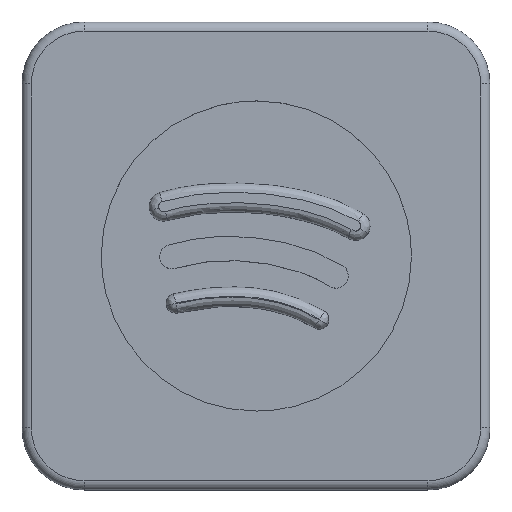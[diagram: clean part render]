
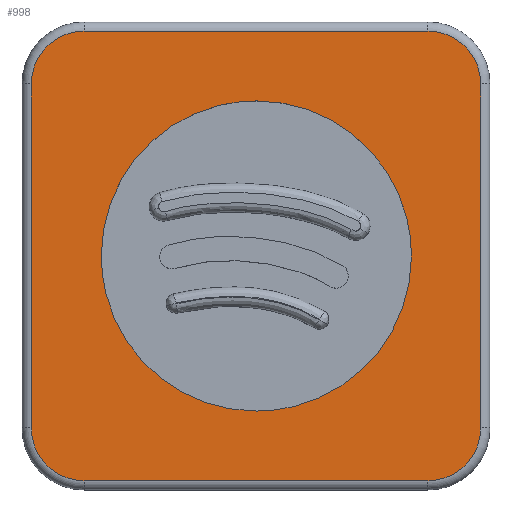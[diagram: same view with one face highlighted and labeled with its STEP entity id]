
A CAD part, top view. The second image highlights one B-rep face of the part: STEP entity #998.
In plain terms, the highlighted planar face has unit normal (0, 0, 1).
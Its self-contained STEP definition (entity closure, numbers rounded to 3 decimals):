
#15=FACE_BOUND('',#248,.T.);
#29=(
BOUNDED_CURVE()
B_SPLINE_CURVE(3,(#2761,#2762,#2763,#2764),.UNSPECIFIED.,.F.,.F.)
B_SPLINE_CURVE_WITH_KNOTS((4,4),(-1.,0.),.UNSPECIFIED.)
CURVE()
GEOMETRIC_REPRESENTATION_ITEM()
RATIONAL_B_SPLINE_CURVE((1.,1.,1.,1.))
REPRESENTATION_ITEM('')
);
#30=(
BOUNDED_CURVE()
B_SPLINE_CURVE(3,(#2766,#2767,#2768,#2769),.UNSPECIFIED.,.F.,.F.)
B_SPLINE_CURVE_WITH_KNOTS((4,4),(-1.,0.),.UNSPECIFIED.)
CURVE()
GEOMETRIC_REPRESENTATION_ITEM()
RATIONAL_B_SPLINE_CURVE((1.,1.,1.,1.))
REPRESENTATION_ITEM('')
);
#31=(
BOUNDED_CURVE()
B_SPLINE_CURVE(3,(#2771,#2772,#2773,#2774),.UNSPECIFIED.,.F.,.F.)
B_SPLINE_CURVE_WITH_KNOTS((4,4),(-1.,0.),.UNSPECIFIED.)
CURVE()
GEOMETRIC_REPRESENTATION_ITEM()
RATIONAL_B_SPLINE_CURVE((1.,1.,1.,1.))
REPRESENTATION_ITEM('')
);
#32=(
BOUNDED_CURVE()
B_SPLINE_CURVE(3,(#2775,#2776,#2777,#2778),.UNSPECIFIED.,.F.,.F.)
B_SPLINE_CURVE_WITH_KNOTS((4,4),(-1.,0.),.UNSPECIFIED.)
CURVE()
GEOMETRIC_REPRESENTATION_ITEM()
RATIONAL_B_SPLINE_CURVE((1.,1.,1.,1.))
REPRESENTATION_ITEM('')
);
#134=PLANE('',#1094);
#182=FACE_OUTER_BOUND('',#247,.T.);
#247=EDGE_LOOP('',(#838,#839,#840,#841,#842,#843,#844,#845));
#248=EDGE_LOOP('',(#846,#847,#848,#849));
#296=CIRCLE('',#1075,1.7);
#300=CIRCLE('',#1081,1.7);
#304=CIRCLE('',#1087,1.7);
#306=CIRCLE('',#1091,1.7);
#339=LINE('',#2719,#394);
#340=LINE('',#2728,#395);
#342=LINE('',#2740,#397);
#344=LINE('',#2751,#399);
#394=VECTOR('',#1211,10.);
#395=VECTOR('',#1224,10.);
#397=VECTOR('',#1238,10.);
#399=VECTOR('',#1252,10.);
#471=VERTEX_POINT('',#2716);
#472=VERTEX_POINT('',#2718);
#473=VERTEX_POINT('',#2722);
#474=VERTEX_POINT('',#2726);
#475=VERTEX_POINT('',#2730);
#477=VERTEX_POINT('',#2736);
#479=VERTEX_POINT('',#2742);
#481=VERTEX_POINT('',#2748);
#482=VERTEX_POINT('',#2759);
#483=VERTEX_POINT('',#2760);
#484=VERTEX_POINT('',#2765);
#485=VERTEX_POINT('',#2770);
#592=EDGE_CURVE('',#471,#472,#339,.T.);
#595=EDGE_CURVE('',#472,#473,#296,.T.);
#597=EDGE_CURVE('',#473,#474,#340,.T.);
#600=EDGE_CURVE('',#474,#475,#300,.T.);
#603=EDGE_CURVE('',#475,#477,#342,.T.);
#606=EDGE_CURVE('',#477,#479,#304,.T.);
#609=EDGE_CURVE('',#479,#481,#344,.T.);
#610=EDGE_CURVE('',#481,#471,#306,.T.);
#613=EDGE_CURVE('',#482,#483,#29,.T.);
#614=EDGE_CURVE('',#483,#484,#30,.T.);
#615=EDGE_CURVE('',#484,#485,#31,.T.);
#616=EDGE_CURVE('',#485,#482,#32,.T.);
#838=ORIENTED_EDGE('',*,*,#592,.F.);
#839=ORIENTED_EDGE('',*,*,#610,.F.);
#840=ORIENTED_EDGE('',*,*,#609,.F.);
#841=ORIENTED_EDGE('',*,*,#606,.F.);
#842=ORIENTED_EDGE('',*,*,#603,.F.);
#843=ORIENTED_EDGE('',*,*,#600,.F.);
#844=ORIENTED_EDGE('',*,*,#597,.F.);
#845=ORIENTED_EDGE('',*,*,#595,.F.);
#846=ORIENTED_EDGE('',*,*,#613,.T.);
#847=ORIENTED_EDGE('',*,*,#614,.T.);
#848=ORIENTED_EDGE('',*,*,#615,.T.);
#849=ORIENTED_EDGE('',*,*,#616,.T.);
#998=ADVANCED_FACE('',(#182,#15),#134,.T.);
#1075=AXIS2_PLACEMENT_3D('',#2724,#1218,#1219);
#1081=AXIS2_PLACEMENT_3D('',#2734,#1231,#1232);
#1087=AXIS2_PLACEMENT_3D('',#2746,#1245,#1246);
#1091=AXIS2_PLACEMENT_3D('',#2753,#1255,#1256);
#1094=AXIS2_PLACEMENT_3D('',#2758,#1263,#1264);
#1211=DIRECTION('',(1.,0.,0.));
#1218=DIRECTION('center_axis',(0.,0.,-1.));
#1219=DIRECTION('ref_axis',(0.707,0.707,0.));
#1224=DIRECTION('',(0.,-1.,0.));
#1231=DIRECTION('center_axis',(0.,0.,-1.));
#1232=DIRECTION('ref_axis',(0.707,-0.707,0.));
#1238=DIRECTION('',(-1.,0.,0.));
#1245=DIRECTION('center_axis',(0.,0.,-1.));
#1246=DIRECTION('ref_axis',(-0.707,-0.707,0.));
#1252=DIRECTION('',(0.,1.,0.));
#1255=DIRECTION('center_axis',(0.,0.,-1.));
#1256=DIRECTION('ref_axis',(-0.707,0.707,0.));
#1263=DIRECTION('center_axis',(0.,0.,1.));
#1264=DIRECTION('ref_axis',(1.,0.,0.));
#2716=CARTESIAN_POINT('',(-5.55,7.25,0.));
#2718=CARTESIAN_POINT('',(5.55,7.25,0.));
#2719=CARTESIAN_POINT('',(-3.775,7.25,0.));
#2722=CARTESIAN_POINT('',(7.25,5.55,0.));
#2724=CARTESIAN_POINT('Origin',(5.55,5.55,0.));
#2726=CARTESIAN_POINT('',(7.25,-5.55,0.));
#2728=CARTESIAN_POINT('',(7.25,3.775,0.));
#2730=CARTESIAN_POINT('',(5.55,-7.25,0.));
#2734=CARTESIAN_POINT('Origin',(5.55,-5.55,0.));
#2736=CARTESIAN_POINT('',(-5.55,-7.25,0.));
#2740=CARTESIAN_POINT('',(3.775,-7.25,0.));
#2742=CARTESIAN_POINT('',(-7.25,-5.55,0.));
#2746=CARTESIAN_POINT('Origin',(-5.55,-5.55,0.));
#2748=CARTESIAN_POINT('',(-7.25,5.55,0.));
#2751=CARTESIAN_POINT('',(-7.25,-3.775,0.));
#2753=CARTESIAN_POINT('Origin',(-5.55,5.55,0.));
#2758=CARTESIAN_POINT('Origin',(0.,0.,
0.));
#2759=CARTESIAN_POINT('',(0.012,5.004,0.));
#2760=CARTESIAN_POINT('',(5.017,-0.001,0.));
#2761=CARTESIAN_POINT('Ctrl Pts',(0.012,5.004,0.));
#2762=CARTESIAN_POINT('Ctrl Pts',(2.777,5.004,0.));
#2763=CARTESIAN_POINT('Ctrl Pts',(5.017,2.763,0.));
#2764=CARTESIAN_POINT('Ctrl Pts',(5.017,-0.001,
0.));
#2765=CARTESIAN_POINT('',(0.012,-5.005,0.));
#2766=CARTESIAN_POINT('Ctrl Pts',(5.017,-0.001,
0.));
#2767=CARTESIAN_POINT('Ctrl Pts',(5.017,-2.765,0.));
#2768=CARTESIAN_POINT('Ctrl Pts',(2.777,-5.005,0.));
#2769=CARTESIAN_POINT('Ctrl Pts',(0.012,-5.005,
0.));
#2770=CARTESIAN_POINT('',(-4.992,-0.001,0.));
#2771=CARTESIAN_POINT('Ctrl Pts',(0.012,-5.005,
0.));
#2772=CARTESIAN_POINT('Ctrl Pts',(-2.751,-5.005,0.));
#2773=CARTESIAN_POINT('Ctrl Pts',(-4.992,-2.765,0.));
#2774=CARTESIAN_POINT('Ctrl Pts',(-4.992,-0.001,
0.));
#2775=CARTESIAN_POINT('Ctrl Pts',(-4.992,-0.001,
0.));
#2776=CARTESIAN_POINT('Ctrl Pts',(-4.992,2.763,0.));
#2777=CARTESIAN_POINT('Ctrl Pts',(-2.751,5.004,0.));
#2778=CARTESIAN_POINT('Ctrl Pts',(0.012,5.004,0.));
